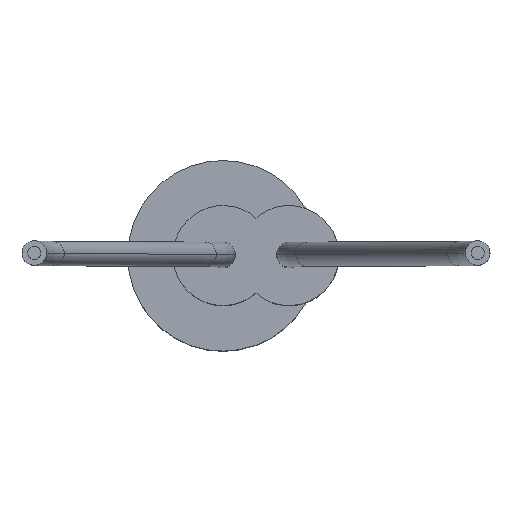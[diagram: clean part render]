
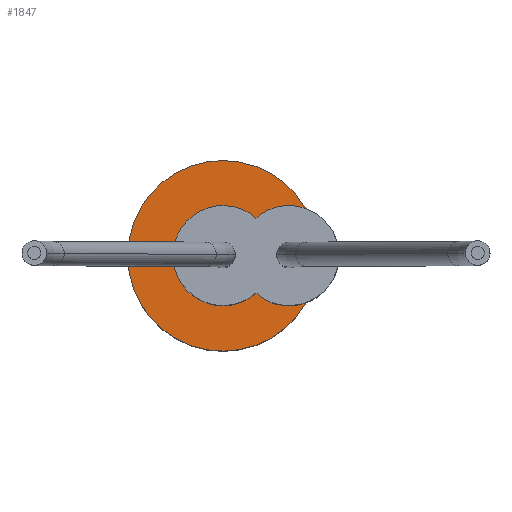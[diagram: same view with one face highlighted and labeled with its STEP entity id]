
A CAD part, top view. The second image highlights one B-rep face of the part: STEP entity #1847.
In plain terms, the highlighted face is planar.
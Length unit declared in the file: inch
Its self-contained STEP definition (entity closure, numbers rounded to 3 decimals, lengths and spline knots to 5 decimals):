
#47 = DIRECTION ( 'NONE',  ( 0., 0., 1. ) ) ;
#98 = CARTESIAN_POINT ( 'NONE',  ( 0., 0., -0.2525 ) ) ;
#187 = EDGE_CURVE ( 'NONE', #2765, #834, #1294, .T. ) ;
#191 = CARTESIAN_POINT ( 'NONE',  ( -0.1248, 0., 0.2195 ) ) ;
#212 = DIRECTION ( 'NONE',  ( 0., -1., 0. ) ) ;
#251 = FACE_OUTER_BOUND ( 'NONE', #1228, .T. ) ;
#275 = ORIENTED_EDGE ( 'NONE', *, *, #447, .F. ) ;
#336 = CIRCLE ( 'NONE', #1484, 0.1325 ) ;
#355 = DIRECTION ( 'NONE',  ( 0., 0., 1. ) ) ;
#367 = VERTEX_POINT ( 'NONE', #2912 ) ;
#379 = ORIENTED_EDGE ( 'NONE', *, *, #864, .T. ) ;
#436 = AXIS2_PLACEMENT_3D ( 'NONE', #1405, #662, #1340 ) ;
#447 = EDGE_CURVE ( 'NONE', #834, #2429, #918, .T. ) ;
#587 = AXIS2_PLACEMENT_3D ( 'NONE', #2875, #757, #355 ) ;
#662 = DIRECTION ( 'NONE',  ( 0., 1., 0. ) ) ;
#757 = DIRECTION ( 'NONE',  ( 0., 1., 0. ) ) ;
#833 = EDGE_CURVE ( 'NONE', #2765, #894, #1009, .T. ) ;
#834 = VERTEX_POINT ( 'NONE', #98 ) ;
#864 = EDGE_CURVE ( 'NONE', #367, #2429, #336, .T. ) ;
#870 = CARTESIAN_POINT ( 'NONE',  ( 0., 0., 0. ) ) ;
#894 = VERTEX_POINT ( 'NONE', #1231 ) ;
#918 = CIRCLE ( 'NONE', #2601, 0.2525 ) ;
#930 = CARTESIAN_POINT ( 'NONE',  ( 0.1248, 0., 0.2195 ) ) ;
#1009 = CIRCLE ( 'NONE', #587, 0.1325 ) ;
#1022 = CARTESIAN_POINT ( 'NONE',  ( 0., 0., 0.175 ) ) ;
#1145 = AXIS2_PLACEMENT_3D ( 'NONE', #2605, #1457, #1471 ) ;
#1157 = CIRCLE ( 'NONE', #1938, 0.1325 ) ;
#1165 = DIRECTION ( 'NONE',  ( 0., 1., 0. ) ) ;
#1228 = EDGE_LOOP ( 'NONE', ( #1462, #2501, #1703, #379, #275 ) ) ;
#1231 = CARTESIAN_POINT ( 'NONE',  ( 0.0995, 0., 0.0875 ) ) ;
#1294 = CIRCLE ( 'NONE', #1145, 0.2525 ) ;
#1340 = DIRECTION ( 'NONE',  ( 0., 0., 1. ) ) ;
#1405 = CARTESIAN_POINT ( 'NONE',  ( 0., 0., 0. ) ) ;
#1457 = DIRECTION ( 'NONE',  ( 0., 1., 0. ) ) ;
#1462 = ORIENTED_EDGE ( 'NONE', *, *, #187, .F. ) ;
#1471 = DIRECTION ( 'NONE',  ( 0., 0., 1. ) ) ;
#1484 = AXIS2_PLACEMENT_3D ( 'NONE', #1022, #2350, #1717 ) ;
#1703 = ORIENTED_EDGE ( 'NONE', *, *, #2423, .F. ) ;
#1717 = DIRECTION ( 'NONE',  ( 0., 0., 1. ) ) ;
#1847 = ADVANCED_FACE ( 'NONE', ( #251 ), #2964, .F. ) ;
#1938 = AXIS2_PLACEMENT_3D ( 'NONE', #2911, #212, #2714 ) ;
#2350 = DIRECTION ( 'NONE',  ( 0., 1., 0. ) ) ;
#2423 = EDGE_CURVE ( 'NONE', #367, #894, #1157, .T. ) ;
#2429 = VERTEX_POINT ( 'NONE', #191 ) ;
#2501 = ORIENTED_EDGE ( 'NONE', *, *, #833, .T. ) ;
#2601 = AXIS2_PLACEMENT_3D ( 'NONE', #870, #1165, #47 ) ;
#2605 = CARTESIAN_POINT ( 'NONE',  ( 0., 0., 0. ) ) ;
#2714 = DIRECTION ( 'NONE',  ( 0., 0., 1. ) ) ;
#2765 = VERTEX_POINT ( 'NONE', #930 ) ;
#2875 = CARTESIAN_POINT ( 'NONE',  ( 0., 0., 0.175 ) ) ;
#2911 = CARTESIAN_POINT ( 'NONE',  ( 0., 0., 0. ) ) ;
#2912 = CARTESIAN_POINT ( 'NONE',  ( -0.0995, 0., 0.0875 ) ) ;
#2964 = PLANE ( 'NONE',  #436 ) ;
